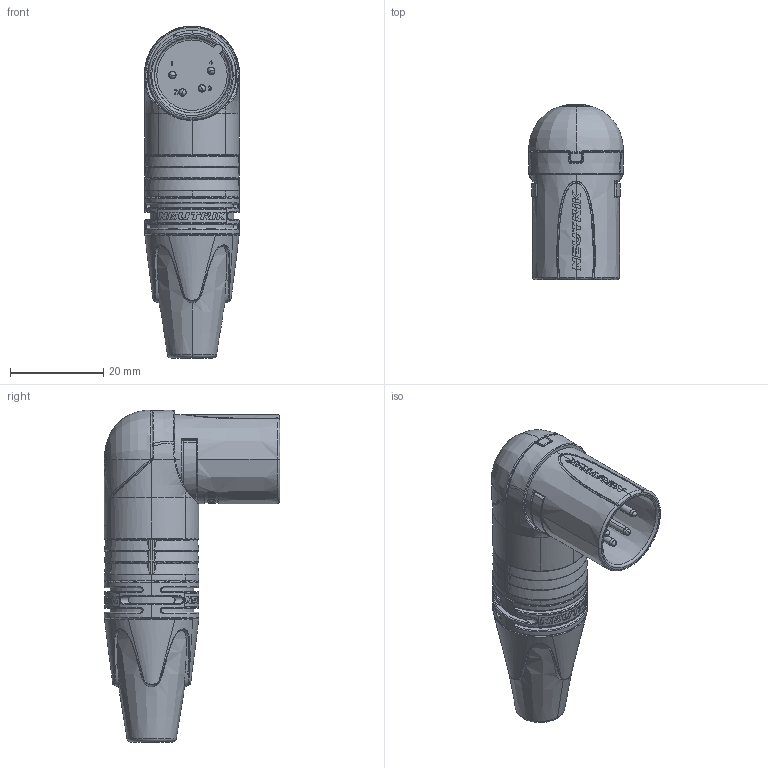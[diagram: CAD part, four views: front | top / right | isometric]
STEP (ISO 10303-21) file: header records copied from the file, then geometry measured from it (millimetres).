
FILE_DESCRIPTION((''),'2;1');
FILE_NAME('30010497','2023-04-21T09:56:09',('SYSTEM'),(''),'CREO PARAMETRIC BY PTC INC, 2021184','CREO PARAMETRIC BY PTC INC, 2021184','');
FILE_SCHEMA(('CONFIG_CONTROL_DESIGN'));
Products named in the file (1): 30010497
Bounding box: 20.3 x 37.6 x 71.19 mm (x, y, z)
Volume: 20678 mm3; surface area: 7119.6 mm2
Topology: 1 solids, 3 shells, 1070 faces, 2826 edges, 1795 vertices
Faces by surface type: plane 382, bspline 287, extrusion 163, cylinder 131, torus 59, cone 34, sphere 14
Entity records: 54307 total; most frequent: CARTESIAN_POINT 30894, ORIENTED_EDGE 5628, DIRECTION 3592, EDGE_CURVE 2814, VERTEX_POINT 1795, B_SPLINE_CURVE_WITH_KNOTS 1366, AXIS2_PLACEMENT_3D 1198, VECTOR 1196
